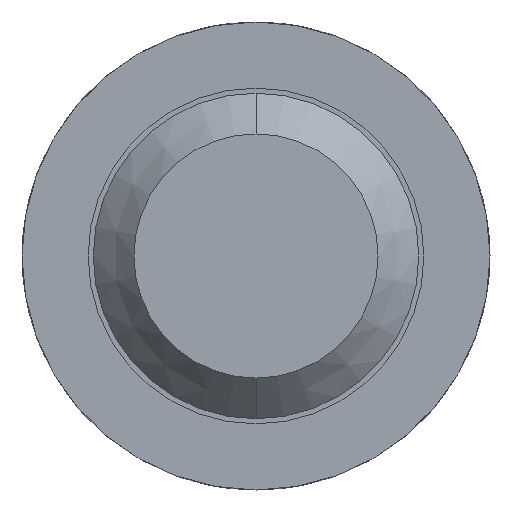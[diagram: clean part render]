
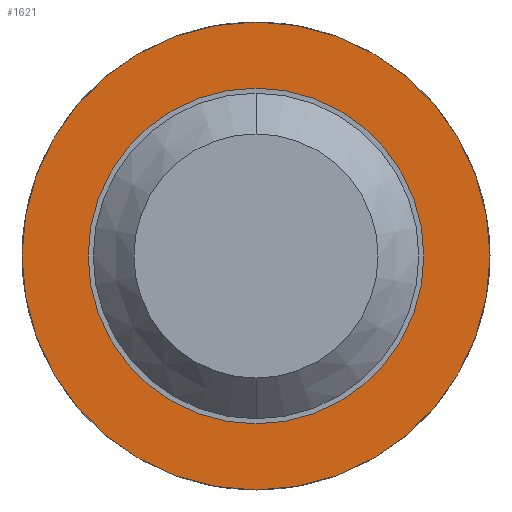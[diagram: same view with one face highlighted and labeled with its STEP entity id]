
A CAD part, front view. The second image highlights one B-rep face of the part: STEP entity #1621.
In plain terms, the highlighted planar face has unit normal (0, -1, 0).
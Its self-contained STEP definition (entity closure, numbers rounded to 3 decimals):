
#81 = ORIENTED_EDGE ( 'NONE', *, *, #3709, .F. ) ;
#106 = EDGE_LOOP ( 'NONE', ( #2624, #81 ) ) ;
#184 = EDGE_CURVE ( 'Defeature ausgef�hrt4_48+Defeature ausgef�hrt4_47+Defeature ausgef�hrt4_47+Defeature ausgef�hrt4_47', #2027, #464, #1228, .T. ) ;
#308 = CARTESIAN_POINT ( 'NONE',  ( 0., -1.5, 0. ) ) ;
#464 = VERTEX_POINT ( 'NONE', #3952 ) ;
#838 = DIRECTION ( 'NONE',  ( 0., 1., 0. ) ) ;
#847 = FACE_OUTER_BOUND ( 'NONE', #106, .T. ) ;
#913 = DIRECTION ( 'NONE',  ( 0., 0., 1. ) ) ;
#1037 = AXIS2_PLACEMENT_3D ( 'NONE', #2676, #838, #3365 ) ;
#1170 = AXIS2_PLACEMENT_3D ( 'NONE', #1382, #3921, #3223 ) ;
#1216 = CARTESIAN_POINT ( 'NONE',  ( 0.825, -1.5, 0. ) ) ;
#1228 = CIRCLE ( 'NONE', #1037, 0.825 ) ;
#1263 = PLANE ( 'NONE',  #1479 ) ;
#1366 = EDGE_CURVE ( 'Defeature ausgef�hrt4_44+Defeature ausgef�hrt4_48+Defeature ausgef�hrt4_48+Defeature ausgef�hrt4_48', #3705, #3368, #3991, .T. ) ;
#1382 = CARTESIAN_POINT ( 'NONE',  ( 0., -1.5, 0. ) ) ;
#1470 = FACE_BOUND ( 'NONE', #2975, .T. ) ;
#1479 = AXIS2_PLACEMENT_3D ( 'NONE', #1216, #3760, #913 ) ;
#1621 = ADVANCED_FACE ( 'Defeature ausgef�hrt4_48', ( #847, #1470 ), #1263, .F. ) ;
#1772 = DIRECTION ( 'NONE',  ( 0., 0., 1. ) ) ;
#1832 = DIRECTION ( 'NONE',  ( 0., 1., 0. ) ) ;
#1890 = CARTESIAN_POINT ( 'NONE',  ( 0., -1.5, -1.15 ) ) ;
#2008 = AXIS2_PLACEMENT_3D ( 'NONE', #308, #2194, #3969 ) ;
#2013 = AXIS2_PLACEMENT_3D ( 'NONE', #3580, #1832, #1772 ) ;
#2027 = VERTEX_POINT ( 'NONE', #2531 ) ;
#2175 = CARTESIAN_POINT ( 'NONE',  ( 0., -1.5, 1.15 ) ) ;
#2194 = DIRECTION ( 'NONE',  ( 0., 1., 0. ) ) ;
#2531 = CARTESIAN_POINT ( 'NONE',  ( 0., -1.5, 0.825 ) ) ;
#2624 = ORIENTED_EDGE ( 'NONE', *, *, #1366, .F. ) ;
#2676 = CARTESIAN_POINT ( 'NONE',  ( 0., -1.5, 0. ) ) ;
#2890 = EDGE_CURVE ( 'Defeature ausgef�hrt4_48+Defeature ausgef�hrt4_47+Defeature ausgef�hrt4_47+Defeature ausgef�hrt4_47', #464, #2027, #2998, .T. ) ;
#2975 = EDGE_LOOP ( 'NONE', ( #3615, #3509 ) ) ;
#2998 = CIRCLE ( 'NONE', #1170, 0.825 ) ;
#3223 = DIRECTION ( 'NONE',  ( 0., 0., 1. ) ) ;
#3365 = DIRECTION ( 'NONE',  ( 0., 0., 1. ) ) ;
#3368 = VERTEX_POINT ( 'NONE', #1890 ) ;
#3509 = ORIENTED_EDGE ( 'NONE', *, *, #2890, .T. ) ;
#3580 = CARTESIAN_POINT ( 'NONE',  ( 0., -1.5, 0. ) ) ;
#3615 = ORIENTED_EDGE ( 'NONE', *, *, #184, .T. ) ;
#3705 = VERTEX_POINT ( 'NONE', #2175 ) ;
#3709 = EDGE_CURVE ( 'Defeature ausgef�hrt4_44+Defeature ausgef�hrt4_48+Defeature ausgef�hrt4_48+Defeature ausgef�hrt4_48', #3368, #3705, #3781, .T. ) ;
#3760 = DIRECTION ( 'NONE',  ( 0., 1., 0. ) ) ;
#3781 = CIRCLE ( 'NONE', #2013, 1.15 ) ;
#3921 = DIRECTION ( 'NONE',  ( 0., 1., 0. ) ) ;
#3952 = CARTESIAN_POINT ( 'NONE',  ( 0., -1.5, -0.825 ) ) ;
#3969 = DIRECTION ( 'NONE',  ( 0., 0., 1. ) ) ;
#3991 = CIRCLE ( 'NONE', #2008, 1.15 ) ;
